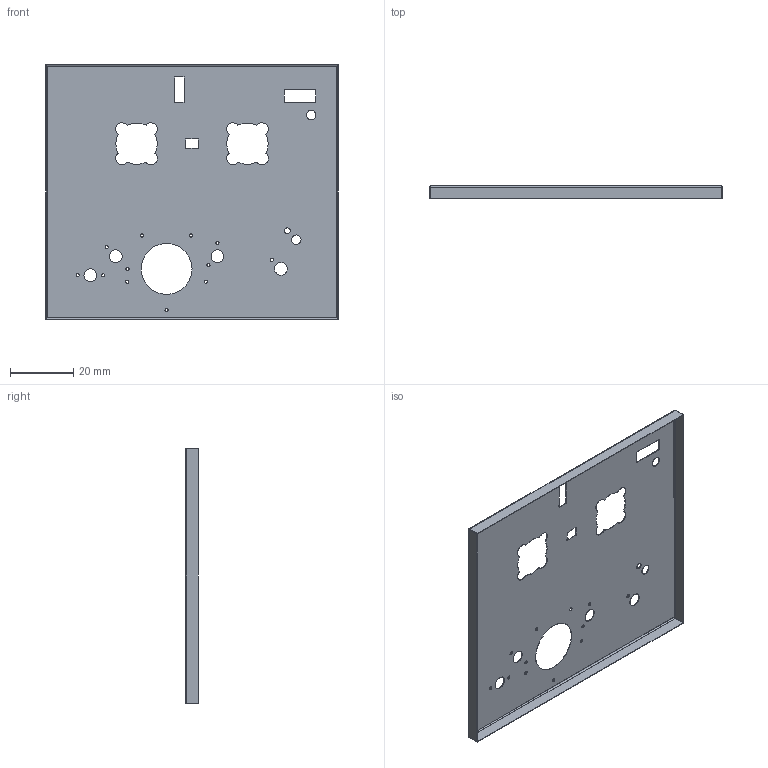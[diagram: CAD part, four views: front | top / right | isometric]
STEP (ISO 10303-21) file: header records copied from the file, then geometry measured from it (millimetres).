
FILE_DESCRIPTION(('produced by SPATIAL CORP'),'2;1');
FILE_NAME( 'plate.prt.hh.sat.stp' ,'2002-04-19T13:58:30+00:00',('SPATIAL CORP'),('SPATIAL CORP'), 'ACIS STEP Husk','http://www.spatial.com','SPATIAL CORP');
FILE_SCHEMA(('CONFIG_CONTROL_DESIGN'));
Length unit declared in the file: millimetre
Products named in the file (1): PRODUCT_ID_1
Bounding box: 92.77 x 4.03 x 81.07 mm (x, y, z)
Volume: 1634.1 mm3; surface area: 16349.2 mm2
Topology: 1 solids, 1 shells, 130 faces, 352 edges, 224 vertices
Faces by surface type: cylinder 76, plane 42, bspline 12
Entity records: 4721 total; most frequent: CARTESIAN_POINT 1354, ORIENTED_EDGE 704, DIRECTION 668, EDGE_CURVE 352, AXIS2_PLACEMENT_3D 250, VERTEX_POINT 224, EDGE_LOOP 180, FACE_BOUND 180
